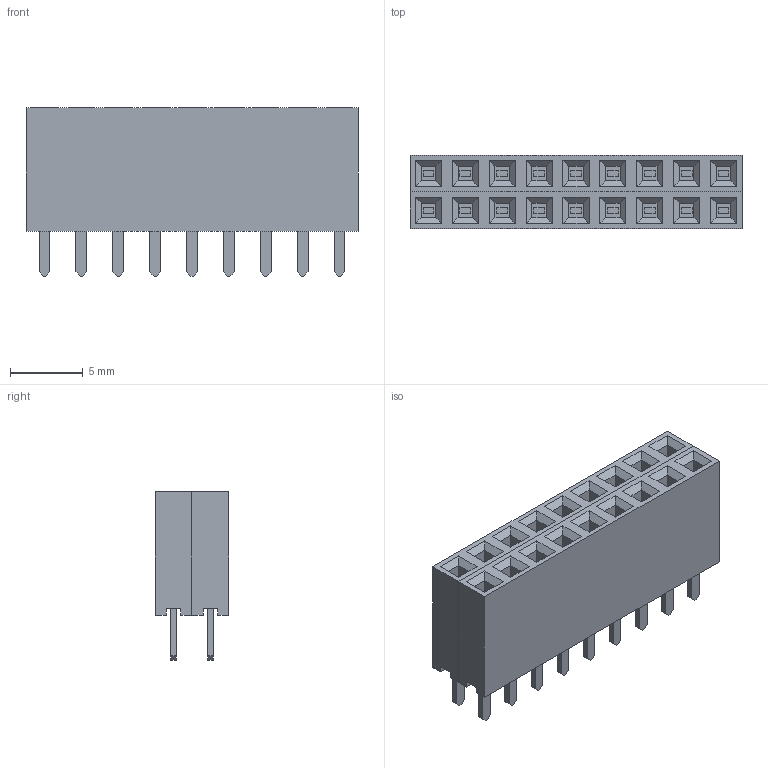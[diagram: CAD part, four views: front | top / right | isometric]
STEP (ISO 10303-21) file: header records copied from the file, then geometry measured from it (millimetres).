
FILE_DESCRIPTION(/* description */ (''),/* implementation_level */ '2;1');
FILE_NAME(/* name */ 'PBS_9x2_Cyan.step',/* time_stamp */ '2020-05-15T20:11:07+03:00',/* author */ ('vlad.lapshuda'),/* organization */ (''),/* preprocessor_version */ 'ST-DEVELOPER v17.2',/* originating_system */ 'Autodesk Translation Framework v7.6.0.251',/* authorisation */ '');
FILE_SCHEMA (('AUTOMOTIVE_DESIGN { 1 0 10303 214 3 1 1 }'));
Length unit declared in the file: millimetre
Products named in the file (2): PBS_9x2; PBS_Contacts
Assembly tree (1 placements, depth 2):
  PBS_9x2
    PBS_Contacts
Bounding box: 22.86 x 5.04 x 11.6 mm (x, y, z)
Volume: 826.1 mm3; surface area: 1853.6 mm2
Topology: 20 solids, 20 shells, 326 faces, 732 edges, 464 vertices
Faces by surface type: plane 326
Entity records: 8830 total; most frequent: CARTESIAN_POINT 1525, ORIENTED_EDGE 1464, DIRECTION 1390, LINE 732, VECTOR 732, EDGE_CURVE 732, VERTEX_POINT 464, EDGE_LOOP 344
